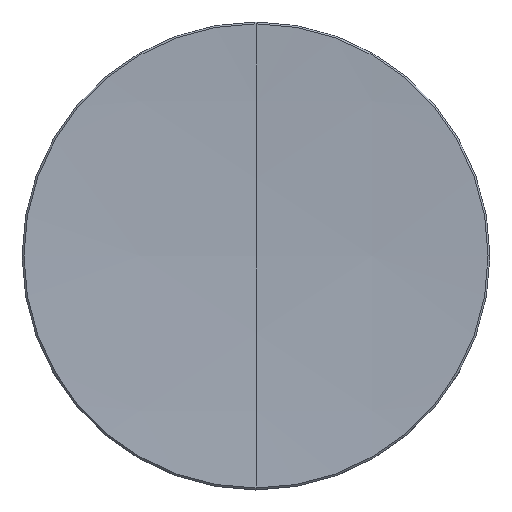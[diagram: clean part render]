
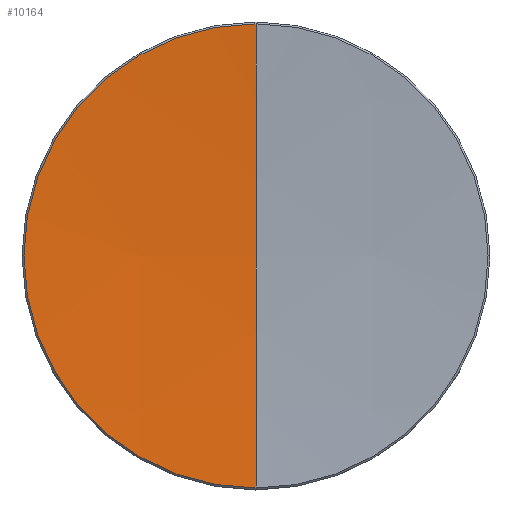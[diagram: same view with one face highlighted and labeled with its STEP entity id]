
A CAD part, top view. The second image highlights one B-rep face of the part: STEP entity #10164.
In plain terms, the highlighted spherical face has radius 400 mm.
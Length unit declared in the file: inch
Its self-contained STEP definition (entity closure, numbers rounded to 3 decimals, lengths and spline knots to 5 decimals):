
#10160 = ORIENTED_EDGE ( 'NONE', *, *, #10163, .F. ) ;
#10161 = ORIENTED_EDGE ( 'NONE', *, *, #10205, .T. ) ;
#10163 = EDGE_CURVE ( 'NONE', #10230, #10199, #24023, .T. ) ;
#10164 = ADVANCED_FACE ( 'NONE', ( #23992 ), #24953, .F. ) ;
#10165 = ORIENTED_EDGE ( 'NONE', *, *, #10207, .T. ) ;
#10174 = EDGE_LOOP ( 'NONE', ( #10220, #10165, #10161, #10160 ) ) ;
#10199 = VERTEX_POINT ( 'NONE', #25885 ) ;
#10205 = EDGE_CURVE ( 'NONE', #10206, #10199, #25859, .T. ) ;
#10206 = VERTEX_POINT ( 'NONE', #25847 ) ;
#10207 = EDGE_CURVE ( 'NONE', #10242, #10206, #25845, .T. ) ;
#10220 = ORIENTED_EDGE ( 'NONE', *, *, #10227, .T. ) ;
#10227 = EDGE_CURVE ( 'NONE', #10230, #10242, #25750, .T. ) ;
#10230 = VERTEX_POINT ( 'NONE', #25819 ) ;
#10242 = VERTEX_POINT ( 'NONE', #26016 ) ;
#23965 = AXIS2_PLACEMENT_3D ( 'NONE', #24061, #24060, #24058 ) ;
#23992 = FACE_OUTER_BOUND ( 'NONE', #10174, .T. ) ;
#24023 = CIRCLE ( 'NONE', #23965, 15.74803 ) ;
#24058 = DIRECTION ( 'NONE',  ( 0., 0., 1. ) ) ;
#24060 = DIRECTION ( 'NONE',  ( -1., 0., 0. ) ) ;
#24061 = CARTESIAN_POINT ( 'NONE',  ( 0., 0., 15.9252 ) ) ;
#24942 = AXIS2_PLACEMENT_3D ( 'NONE', #24943, #24950, #24954 ) ;
#24943 = CARTESIAN_POINT ( 'NONE',  ( 0., 0., 15.9252 ) ) ;
#24950 = DIRECTION ( 'NONE',  ( 1., 0., 0. ) ) ;
#24953 = SPHERICAL_SURFACE ( 'NONE', #24942, 15.74803 ) ;
#24954 = DIRECTION ( 'NONE',  ( 0., 1., 0. ) ) ;
#25746 = DIRECTION ( 'NONE',  ( 1., 0., 0. ) ) ;
#25747 = DIRECTION ( 'NONE',  ( 0., 0., 1. ) ) ;
#25748 = CARTESIAN_POINT ( 'NONE',  ( 0., 0., 0.20845 ) ) ;
#25749 = AXIS2_PLACEMENT_3D ( 'NONE', #25748, #25747, #25746 ) ;
#25750 = CIRCLE ( 'NONE', #25749, 0.99214 ) ;
#25819 = CARTESIAN_POINT ( 'NONE',  ( 0., 0.99214, 0.20845 ) ) ;
#25841 = DIRECTION ( 'NONE',  ( 1., 0., 0. ) ) ;
#25842 = DIRECTION ( 'NONE',  ( 0., 0., 1. ) ) ;
#25843 = CARTESIAN_POINT ( 'NONE',  ( 0., 0., 0.20845 ) ) ;
#25844 = AXIS2_PLACEMENT_3D ( 'NONE', #25843, #25842, #25841 ) ;
#25845 = CIRCLE ( 'NONE', #25844, 0.99214 ) ;
#25847 = CARTESIAN_POINT ( 'NONE',  ( 0., -0.99214, 0.20845 ) ) ;
#25849 = DIRECTION ( 'NONE',  ( 0., 1., 0. ) ) ;
#25851 = DIRECTION ( 'NONE',  ( 1., 0., 0. ) ) ;
#25853 = CARTESIAN_POINT ( 'NONE',  ( 0., 0., 15.9252 ) ) ;
#25856 = AXIS2_PLACEMENT_3D ( 'NONE', #25853, #25851, #25849 ) ;
#25859 = CIRCLE ( 'NONE', #25856, 15.74803 ) ;
#25885 = CARTESIAN_POINT ( 'NONE',  ( 0., 0., 0.17717 ) ) ;
#26016 = CARTESIAN_POINT ( 'NONE',  ( -0.99214, 0., 0.20845 ) ) ;
